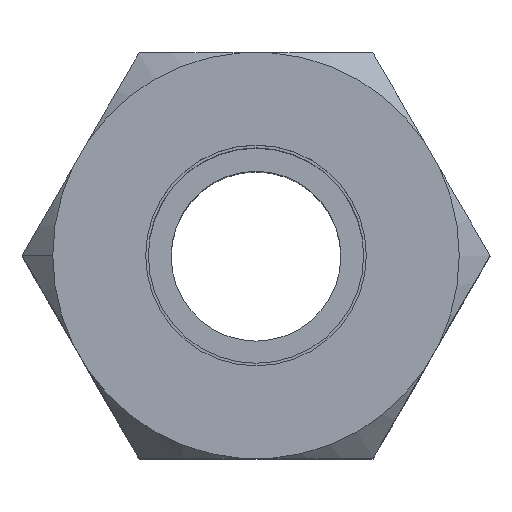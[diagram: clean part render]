
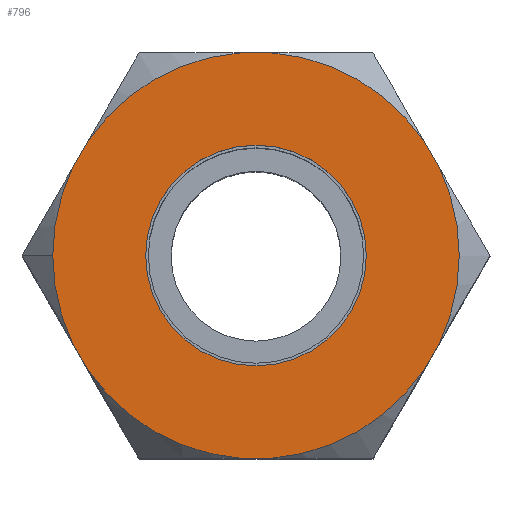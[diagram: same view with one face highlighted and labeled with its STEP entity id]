
A CAD part, top view. The second image highlights one B-rep face of the part: STEP entity #796.
In plain terms, the highlighted planar face has unit normal (0, 0, 1).
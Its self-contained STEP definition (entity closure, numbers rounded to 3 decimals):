
#655 = EDGE_CURVE ( 'NONE', #1043, #1042, #3090, .T. ) ;
#656 = ORIENTED_EDGE ( 'NONE', *, *, #1041, .T. ) ;
#657 = ORIENTED_EDGE ( 'NONE', *, *, #658, .T. ) ;
#658 = EDGE_CURVE ( 'NONE', #823, #833, #3110, .T. ) ;
#659 = ORIENTED_EDGE ( 'NONE', *, *, #882, .T. ) ;
#660 = ORIENTED_EDGE ( 'NONE', *, *, #661, .T. ) ;
#661 = EDGE_CURVE ( 'NONE', #951, #1054, #3113, .T. ) ;
#665 = EDGE_CURVE ( 'NONE', #1051, #841, #3136, .T. ) ;
#666 = ORIENTED_EDGE ( 'NONE', *, *, #665, .T. ) ;
#667 = ORIENTED_EDGE ( 'NONE', *, *, #795, .T. ) ;
#668 = EDGE_CURVE ( 'NONE', #834, #1044, #3138, .T. ) ;
#715 = ORIENTED_EDGE ( 'NONE', *, *, #1048, .T. ) ;
#716 = ORIENTED_EDGE ( 'NONE', *, *, #655, .T. ) ;
#717 = ORIENTED_EDGE ( 'NONE', *, *, #821, .T. ) ;
#718 = ORIENTED_EDGE ( 'NONE', *, *, #851, .T. ) ;
#771 = EDGE_CURVE ( 'NONE', #842, #822, #2543, .T. ) ;
#772 = ORIENTED_EDGE ( 'NONE', *, *, #832, .T. ) ;
#773 = ORIENTED_EDGE ( 'NONE', *, *, #668, .T. ) ;
#774 = ORIENTED_EDGE ( 'NONE', *, *, #771, .T. ) ;
#795 = EDGE_CURVE ( 'NONE', #1054, #1051, #2458, .T. ) ;
#796 = ADVANCED_FACE ( 'NONE', ( #2080, #2064 ), #2078, .F. ) ;
#801 = EDGE_LOOP ( 'NONE', ( #802, #804 ) ) ;
#802 = ORIENTED_EDGE ( 'NONE', *, *, #803, .F. ) ;
#803 = EDGE_CURVE ( 'NONE', #972, #961, #2134, .T. ) ;
#804 = ORIENTED_EDGE ( 'NONE', *, *, #954, .F. ) ;
#805 = EDGE_LOOP ( 'NONE', ( #667, #666, #717, #774, #718, #657, #772, #773, #715, #716, #656, #659, #660 ) ) ;
#821 = EDGE_CURVE ( 'NONE', #841, #842, #2161, .T. ) ;
#822 = VERTEX_POINT ( 'NONE', #2206 ) ;
#823 = VERTEX_POINT ( 'NONE', #2205 ) ;
#832 = EDGE_CURVE ( 'NONE', #833, #834, #2227, .T. ) ;
#833 = VERTEX_POINT ( 'NONE', #2171 ) ;
#834 = VERTEX_POINT ( 'NONE', #2192 ) ;
#841 = VERTEX_POINT ( 'NONE', #2295 ) ;
#842 = VERTEX_POINT ( 'NONE', #2253 ) ;
#851 = EDGE_CURVE ( 'NONE', #822, #823, #2267, .T. ) ;
#882 = EDGE_CURVE ( 'NONE', #950, #951, #2392, .T. ) ;
#950 = VERTEX_POINT ( 'NONE', #2654 ) ;
#951 = VERTEX_POINT ( 'NONE', #2655 ) ;
#954 = EDGE_CURVE ( 'NONE', #961, #972, #2657, .T. ) ;
#961 = VERTEX_POINT ( 'NONE', #3300 ) ;
#972 = VERTEX_POINT ( 'NONE', #3341 ) ;
#1041 = EDGE_CURVE ( 'NONE', #1042, #950, #3185, .T. ) ;
#1042 = VERTEX_POINT ( 'NONE', #3179 ) ;
#1043 = VERTEX_POINT ( 'NONE', #3178 ) ;
#1044 = VERTEX_POINT ( 'NONE', #3201 ) ;
#1048 = EDGE_CURVE ( 'NONE', #1044, #1043, #3196, .T. ) ;
#1051 = VERTEX_POINT ( 'NONE', #3189 ) ;
#1054 = VERTEX_POINT ( 'NONE', #3218 ) ;
#2063 = AXIS2_PLACEMENT_3D ( 'NONE', #2076, #2079, #2077 ) ;
#2064 = FACE_OUTER_BOUND ( 'NONE', #805, .T. ) ;
#2076 = CARTESIAN_POINT ( 'NONE',  ( 0., 9.579, 23. ) ) ;
#2077 = DIRECTION ( 'NONE',  ( -1., 0., 0. ) ) ;
#2078 = PLANE ( 'NONE',  #2063 ) ;
#2079 = DIRECTION ( 'NONE',  ( 0., 0., -1. ) ) ;
#2080 = FACE_BOUND ( 'NONE', #801, .T. ) ;
#2125 = DIRECTION ( 'NONE',  ( 1., 0., 0. ) ) ;
#2129 = AXIS2_PLACEMENT_3D ( 'NONE', #2132, #2131, #2130 ) ;
#2130 = DIRECTION ( 'NONE',  ( 1., 0., 0. ) ) ;
#2131 = DIRECTION ( 'NONE',  ( 0., 0., 1. ) ) ;
#2132 = CARTESIAN_POINT ( 'NONE',  ( 0., 0., 23. ) ) ;
#2134 = CIRCLE ( 'NONE', #2129, 5.2 ) ;
#2161 = CIRCLE ( 'NONE', #2189, 9.579 ) ;
#2171 = CARTESIAN_POINT ( 'NONE',  ( 7.898, 5.421, 23. ) ) ;
#2184 = DIRECTION ( 'NONE',  ( 1., 0., 0. ) ) ;
#2185 = DIRECTION ( 'NONE',  ( 0., 0., 1. ) ) ;
#2186 = CARTESIAN_POINT ( 'NONE',  ( 0., 0., 23. ) ) ;
#2189 = AXIS2_PLACEMENT_3D ( 'NONE', #2186, #2185, #2184 ) ;
#2192 = CARTESIAN_POINT ( 'NONE',  ( 0.746, 9.55, 23. ) ) ;
#2205 = CARTESIAN_POINT ( 'NONE',  ( 8.643, 4.129, 23. ) ) ;
#2206 = CARTESIAN_POINT ( 'NONE',  ( 8.643, -4.129, 23. ) ) ;
#2224 = DIRECTION ( 'NONE',  ( 0., 0., 1. ) ) ;
#2225 = CARTESIAN_POINT ( 'NONE',  ( 0., 0., 23. ) ) ;
#2226 = AXIS2_PLACEMENT_3D ( 'NONE', #2225, #2224, #2125 ) ;
#2227 = CIRCLE ( 'NONE', #2226, 9.579 ) ;
#2253 = CARTESIAN_POINT ( 'NONE',  ( 7.898, -5.421, 23. ) ) ;
#2263 = DIRECTION ( 'NONE',  ( 1., 0., 0. ) ) ;
#2264 = DIRECTION ( 'NONE',  ( 0., 0., 1. ) ) ;
#2265 = CARTESIAN_POINT ( 'NONE',  ( 0., 0., 23. ) ) ;
#2266 = AXIS2_PLACEMENT_3D ( 'NONE', #2265, #2264, #2263 ) ;
#2267 = CIRCLE ( 'NONE', #2266, 9.579 ) ;
#2295 = CARTESIAN_POINT ( 'NONE',  ( 0.746, -9.55, 23. ) ) ;
#2388 = DIRECTION ( 'NONE',  ( 1., 0., 0. ) ) ;
#2389 = DIRECTION ( 'NONE',  ( 0., 0., 1. ) ) ;
#2390 = CARTESIAN_POINT ( 'NONE',  ( 0., 0., 23. ) ) ;
#2391 = AXIS2_PLACEMENT_3D ( 'NONE', #2390, #2389, #2388 ) ;
#2392 = CIRCLE ( 'NONE', #2391, 9.579 ) ;
#2458 = CIRCLE ( 'NONE', #2481, 9.579 ) ;
#2474 = DIRECTION ( 'NONE',  ( 0., 0., 1. ) ) ;
#2480 = CARTESIAN_POINT ( 'NONE',  ( 0., 0., 23. ) ) ;
#2481 = AXIS2_PLACEMENT_3D ( 'NONE', #2480, #2474, #2482 ) ;
#2482 = DIRECTION ( 'NONE',  ( 1., 0., 0. ) ) ;
#2540 = DIRECTION ( 'NONE',  ( 0.5, 0.866, 0. ) ) ;
#2541 = VECTOR ( 'NONE', #2540, 1000. ) ;
#2542 = CARTESIAN_POINT ( 'NONE',  ( 5.514, -9.55, 23. ) ) ;
#2543 = LINE ( 'NONE', #2542, #2541 ) ;
#2650 = AXIS2_PLACEMENT_3D ( 'NONE', #2653, #2658, #2656 ) ;
#2653 = CARTESIAN_POINT ( 'NONE',  ( 0., 0., 23. ) ) ;
#2654 = CARTESIAN_POINT ( 'NONE',  ( -9.579, 0., 23. ) ) ;
#2655 = CARTESIAN_POINT ( 'NONE',  ( -8.643, -4.129, 23. ) ) ;
#2656 = DIRECTION ( 'NONE',  ( 1., 0., 0. ) ) ;
#2657 = CIRCLE ( 'NONE', #2650, 5.2 ) ;
#2658 = DIRECTION ( 'NONE',  ( 0., 0., 1. ) ) ;
#3087 = DIRECTION ( 'NONE',  ( -0.5, -0.866, 0. ) ) ;
#3088 = VECTOR ( 'NONE', #3087, 1000. ) ;
#3089 = CARTESIAN_POINT ( 'NONE',  ( -5.514, 9.55, 23. ) ) ;
#3090 = LINE ( 'NONE', #3089, #3088 ) ;
#3106 = DIRECTION ( 'NONE',  ( 0.5, -0.866, 0. ) ) ;
#3107 = VECTOR ( 'NONE', #3106, 1000. ) ;
#3108 = CARTESIAN_POINT ( 'NONE',  ( -11.027, 0., 23. ) ) ;
#3109 = CARTESIAN_POINT ( 'NONE',  ( 11.027, 0., 23. ) ) ;
#3110 = LINE ( 'NONE', #3109, #3112 ) ;
#3111 = DIRECTION ( 'NONE',  ( -0.5, 0.866, 0. ) ) ;
#3112 = VECTOR ( 'NONE', #3111, 1000. ) ;
#3113 = LINE ( 'NONE', #3108, #3107 ) ;
#3128 = DIRECTION ( 'NONE',  ( -1., 0., 0. ) ) ;
#3129 = VECTOR ( 'NONE', #3128, 1000. ) ;
#3133 = DIRECTION ( 'NONE',  ( 1., 0., 0. ) ) ;
#3134 = VECTOR ( 'NONE', #3133, 1000. ) ;
#3135 = CARTESIAN_POINT ( 'NONE',  ( -5.514, -9.55, 23. ) ) ;
#3136 = LINE ( 'NONE', #3135, #3134 ) ;
#3137 = CARTESIAN_POINT ( 'NONE',  ( 5.514, 9.55, 23. ) ) ;
#3138 = LINE ( 'NONE', #3137, #3129 ) ;
#3178 = CARTESIAN_POINT ( 'NONE',  ( -7.898, 5.421, 23. ) ) ;
#3179 = CARTESIAN_POINT ( 'NONE',  ( -8.643, 4.129, 23. ) ) ;
#3185 = CIRCLE ( 'NONE', #3217, 9.579 ) ;
#3189 = CARTESIAN_POINT ( 'NONE',  ( -0.746, -9.55, 23. ) ) ;
#3192 = DIRECTION ( 'NONE',  ( 1., 0., 0. ) ) ;
#3193 = DIRECTION ( 'NONE',  ( 0., 0., 1. ) ) ;
#3194 = CARTESIAN_POINT ( 'NONE',  ( 0., 0., 23. ) ) ;
#3195 = AXIS2_PLACEMENT_3D ( 'NONE', #3194, #3193, #3192 ) ;
#3196 = CIRCLE ( 'NONE', #3195, 9.579 ) ;
#3201 = CARTESIAN_POINT ( 'NONE',  ( -0.746, 9.55, 23. ) ) ;
#3202 = DIRECTION ( 'NONE',  ( 1., 0., 0. ) ) ;
#3215 = DIRECTION ( 'NONE',  ( 0., 0., 1. ) ) ;
#3216 = CARTESIAN_POINT ( 'NONE',  ( 0., 0., 23. ) ) ;
#3217 = AXIS2_PLACEMENT_3D ( 'NONE', #3216, #3215, #3202 ) ;
#3218 = CARTESIAN_POINT ( 'NONE',  ( -7.898, -5.421, 23. ) ) ;
#3300 = CARTESIAN_POINT ( 'NONE',  ( -5.2, 0., 23. ) ) ;
#3341 = CARTESIAN_POINT ( 'NONE',  ( 5.2, 0., 23. ) ) ;
